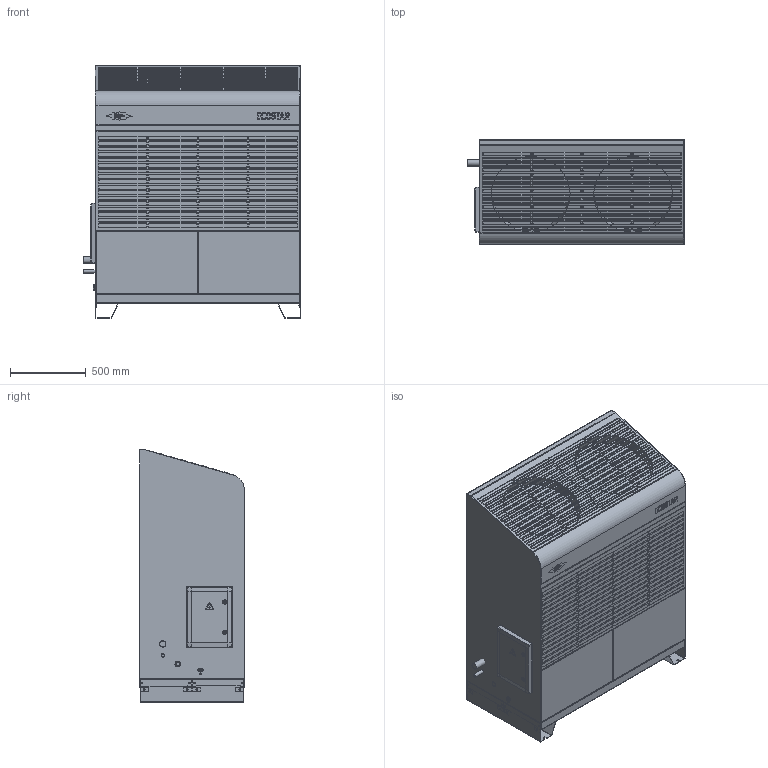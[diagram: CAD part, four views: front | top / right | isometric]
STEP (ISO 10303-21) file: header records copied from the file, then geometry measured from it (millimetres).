
FILE_DESCRIPTION(/* description */ (''),/* implementation_level */ '2;1');
FILE_NAME(/* name */ 'LHV7_4PE-12-F3Y_STANDARD.stp',/* time_stamp */ '2015-08-21T15:08:26+02:00',/* author */ (''),/* organization */ (''),/* preprocessor_version */ 'ST-DEVELOPER v15',/* originating_system */ 'SIEMENS PLM Software NX 9.0',/* authorisation */ '');
FILE_SCHEMA (('AUTOMOTIVE_DESIGN { 1 0 10303 214 3 1 1 1 }'));
Products named in the file (5): LHV7E_BODY; PIPING_LIQU_LINE_S_GLASS; SUCTION_GAS_LINE_4VE-4NE; ELECTRICAL_CLAMPING_BOX_ASSEM; LHV7_4PE-12-F3Y_STANDARD
Assembly tree (4 placements, depth 2):
  LHV7_4PE-12-F3Y_STANDARD
    ELECTRICAL_CLAMPING_BOX_ASSEM
    SUCTION_GAS_LINE_4VE-4NE
    PIPING_LIQU_LINE_S_GLASS
    LHV7E_BODY
Bounding box: 1431.9 x 690.2 x 1660.03 mm (x, y, z)
Volume: 1313574966.9 mm3; surface area: 11386672.4 mm2
Topology: 5 solids, 18 shells, 5188 faces, 12860 edges, 7841 vertices
Faces by surface type: plane 2146, cylinder 1192, cone 954, torus 750, bspline 104, sphere 21, extrusion 21
Full cylindrical faces by diameter (mm): 3.167 x16, 4.8 x16, 5 x15, 6.4 x1, 7.76 x1, 8 x4, 8.7 x1, 10 x2, 13 x1, 16 x2, 16.1 x2, 16.2 x1, 17 x9, 19 x1, 21 x2, 22 x2, 23.38 x9, 25 x9, 26.9 x10, 28 x3, 30 x10, 36 x1, 39 x2, 42 x3, 42.2 x1, 46 x1, 517.501 x2
Entity records: 158657 total; most frequent: CARTESIAN_POINT 37655, DIRECTION 24782, ORIENTED_EDGE 24708, EDGE_CURVE 12354, AXIS2_PLACEMENT_3D 9531, VERTEX_POINT 7724, EDGE_LOOP 5900, VECTOR 5720
